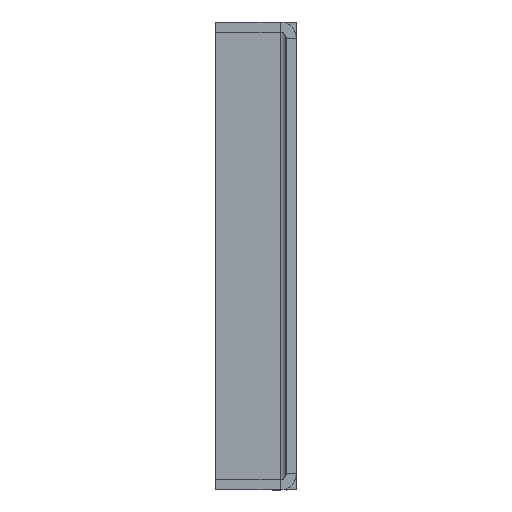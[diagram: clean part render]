
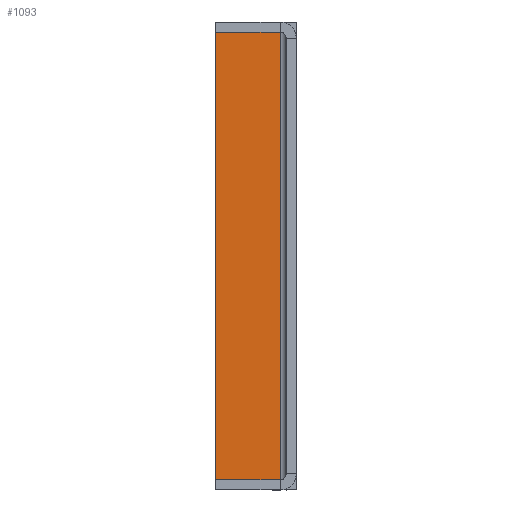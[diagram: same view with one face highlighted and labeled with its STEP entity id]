
A CAD part, left-side view. The second image highlights one B-rep face of the part: STEP entity #1093.
In plain terms, the highlighted planar face has unit normal (-1, 0, 0).
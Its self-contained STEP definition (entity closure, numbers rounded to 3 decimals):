
#58 = DIRECTION ( 'NONE',  ( -1., 0., 0. ) ) ;
#486 = VERTEX_POINT ( 'NONE', #3013 ) ;
#544 = LINE ( 'NONE', #2912, #3279 ) ;
#589 = DIRECTION ( 'NONE',  ( 0., -1., 0. ) ) ;
#607 = ORIENTED_EDGE ( 'NONE', *, *, #1693, .T. ) ;
#835 = DIRECTION ( 'NONE',  ( 0., 0., -1. ) ) ;
#1025 = EDGE_CURVE ( 'NONE', #4416, #4236, #4282, .T. ) ;
#1093 = ADVANCED_FACE ( 'NONE', ( #1339 ), #1758, .T. ) ;
#1163 = ORIENTED_EDGE ( 'NONE', *, *, #3017, .F. ) ;
#1185 = LINE ( 'NONE', #1703, #4107 ) ;
#1339 = FACE_OUTER_BOUND ( 'NONE', #2550, .T. ) ;
#1509 = CARTESIAN_POINT ( 'NONE',  ( 236., 17.448, 58. ) ) ;
#1526 = EDGE_CURVE ( 'NONE', #3789, #486, #1185, .T. ) ;
#1537 = ORIENTED_EDGE ( 'NONE', *, *, #1526, .T. ) ;
#1693 = EDGE_CURVE ( 'NONE', #486, #4416, #4048, .T. ) ;
#1703 = CARTESIAN_POINT ( 'NONE',  ( 236., -106.142, 58. ) ) ;
#1722 = DIRECTION ( 'NONE',  ( 0., 0., -1. ) ) ;
#1758 = PLANE ( 'NONE',  #3250 ) ;
#2099 = CARTESIAN_POINT ( 'NONE',  ( 236., 1.5, 58. ) ) ;
#2448 = DIRECTION ( 'NONE',  ( 0., 0., 1. ) ) ;
#2550 = EDGE_LOOP ( 'NONE', ( #1163, #1537, #607, #3739 ) ) ;
#2912 = CARTESIAN_POINT ( 'NONE',  ( 236., 1.5, 0. ) ) ;
#3013 = CARTESIAN_POINT ( 'NONE',  ( 236., 17.448, 58. ) ) ;
#3017 = EDGE_CURVE ( 'NONE', #3789, #4236, #544, .T. ) ;
#3153 = VECTOR ( 'NONE', #1722, 1000. ) ;
#3250 = AXIS2_PLACEMENT_3D ( 'NONE', #4149, #58, #2448 ) ;
#3279 = VECTOR ( 'NONE', #835, 1000. ) ;
#3315 = CARTESIAN_POINT ( 'NONE',  ( 236., -106.142, -58. ) ) ;
#3363 = VECTOR ( 'NONE', #589, 1000. ) ;
#3409 = CARTESIAN_POINT ( 'NONE',  ( 236., 1.5, -58. ) ) ;
#3739 = ORIENTED_EDGE ( 'NONE', *, *, #1025, .T. ) ;
#3789 = VERTEX_POINT ( 'NONE', #2099 ) ;
#4048 = LINE ( 'NONE', #1509, #3153 ) ;
#4082 = DIRECTION ( 'NONE',  ( 0., 1., 0. ) ) ;
#4107 = VECTOR ( 'NONE', #4082, 1000. ) ;
#4149 = CARTESIAN_POINT ( 'NONE',  ( 236., -236.142, 0. ) ) ;
#4170 = CARTESIAN_POINT ( 'NONE',  ( 236., 17.448, -58. ) ) ;
#4236 = VERTEX_POINT ( 'NONE', #3409 ) ;
#4282 = LINE ( 'NONE', #3315, #3363 ) ;
#4416 = VERTEX_POINT ( 'NONE', #4170 ) ;
